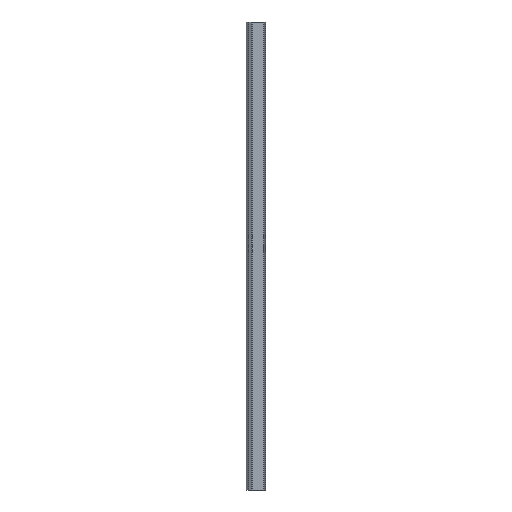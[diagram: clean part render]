
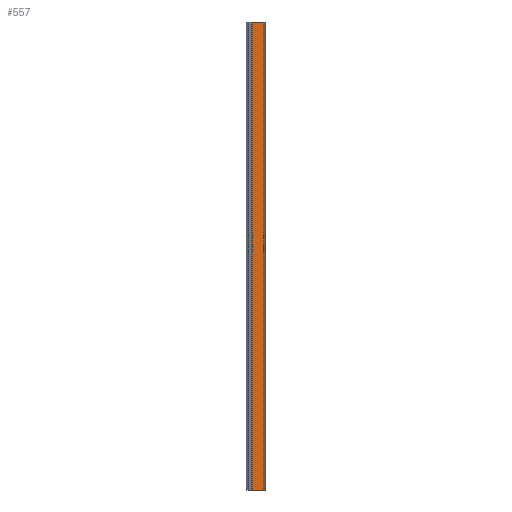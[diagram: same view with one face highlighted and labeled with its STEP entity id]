
A CAD part, left-side view. The second image highlights one B-rep face of the part: STEP entity #557.
In plain terms, the highlighted planar face has unit normal (-1, 0, 0).
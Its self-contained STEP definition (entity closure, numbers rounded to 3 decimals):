
#3 = VERTEX_POINT ( 'NONE', #2798 ) ;
#47 = LINE ( 'NONE', #791, #2562 ) ;
#337 = VERTEX_POINT ( 'NONE', #3079 ) ;
#496 = CARTESIAN_POINT ( 'NONE',  ( 0., 52.66, 2000. ) ) ;
#557 = ADVANCED_FACE ( 'NONE', ( #1875 ), #1544, .F. ) ;
#601 = VECTOR ( 'NONE', #1520, 1000. ) ;
#791 = CARTESIAN_POINT ( 'NONE',  ( 0., 0., 0. ) ) ;
#906 = EDGE_CURVE ( 'NONE', #337, #3, #47, .T. ) ;
#1049 = EDGE_CURVE ( 'NONE', #1137, #2624, #1125, .T. ) ;
#1125 = LINE ( 'NONE', #2871, #1525 ) ;
#1137 = VERTEX_POINT ( 'NONE', #2484 ) ;
#1229 = AXIS2_PLACEMENT_3D ( 'NONE', #2426, #2336, #2713 ) ;
#1520 = DIRECTION ( 'NONE',  ( 0., 0., -1. ) ) ;
#1525 = VECTOR ( 'NONE', #4623, 1000. ) ;
#1544 = PLANE ( 'NONE',  #1229 ) ;
#1643 = EDGE_CURVE ( 'NONE', #2624, #3, #3069, .T. ) ;
#1680 = DIRECTION ( 'NONE',  ( 0., 0., -1. ) ) ;
#1801 = ORIENTED_EDGE ( 'NONE', *, *, #2414, .T. ) ;
#1867 = DIRECTION ( 'NONE',  ( 0., -1., 0. ) ) ;
#1875 = FACE_OUTER_BOUND ( 'NONE', #3237, .T. ) ;
#2039 = ORIENTED_EDGE ( 'NONE', *, *, #906, .T. ) ;
#2222 = ORIENTED_EDGE ( 'NONE', *, *, #1049, .F. ) ;
#2327 = CARTESIAN_POINT ( 'NONE',  ( 0., 0., 2000. ) ) ;
#2336 = DIRECTION ( 'NONE',  ( 1., 0., 0. ) ) ;
#2414 = EDGE_CURVE ( 'NONE', #1137, #337, #4435, .T. ) ;
#2426 = CARTESIAN_POINT ( 'NONE',  ( 0., 0., 2000. ) ) ;
#2484 = CARTESIAN_POINT ( 'NONE',  ( 0., 52.66, 2000. ) ) ;
#2562 = VECTOR ( 'NONE', #1867, 1000. ) ;
#2624 = VERTEX_POINT ( 'NONE', #4296 ) ;
#2664 = VECTOR ( 'NONE', #1680, 1000. ) ;
#2713 = DIRECTION ( 'NONE',  ( 0., 1., 0. ) ) ;
#2798 = CARTESIAN_POINT ( 'NONE',  ( 0., 0., 0. ) ) ;
#2871 = CARTESIAN_POINT ( 'NONE',  ( 0., 0., 2000. ) ) ;
#3069 = LINE ( 'NONE', #2327, #2664 ) ;
#3079 = CARTESIAN_POINT ( 'NONE',  ( 0., 52.66, 0. ) ) ;
#3096 = ORIENTED_EDGE ( 'NONE', *, *, #1643, .F. ) ;
#3237 = EDGE_LOOP ( 'NONE', ( #2039, #3096, #2222, #1801 ) ) ;
#4296 = CARTESIAN_POINT ( 'NONE',  ( 0., 0., 2000. ) ) ;
#4435 = LINE ( 'NONE', #496, #601 ) ;
#4623 = DIRECTION ( 'NONE',  ( 0., -1., 0. ) ) ;
